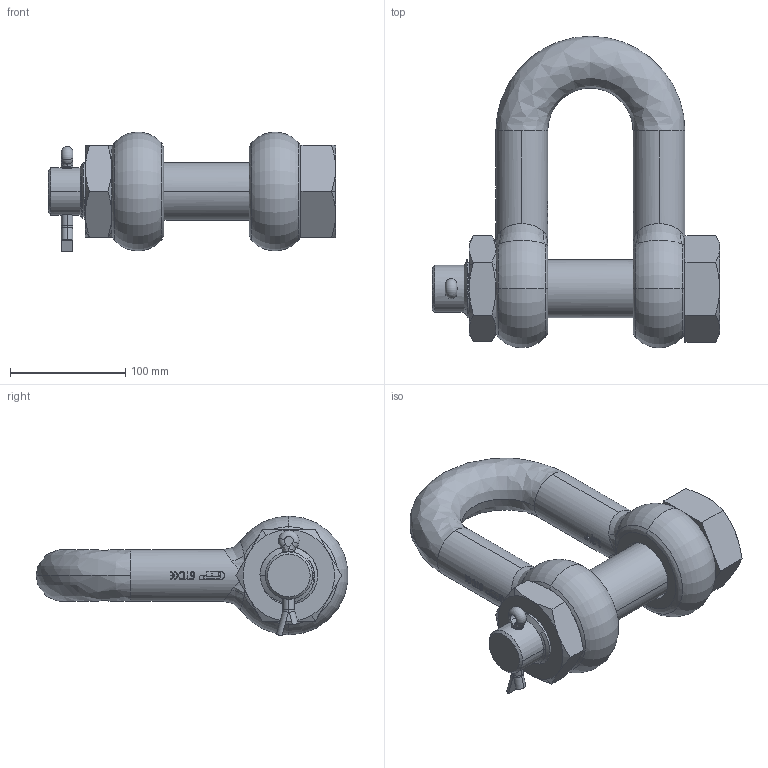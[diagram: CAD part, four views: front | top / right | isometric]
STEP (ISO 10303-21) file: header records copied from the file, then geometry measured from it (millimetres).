
FILE_DESCRIPTION(('STEP AP214'),'1');
FILE_NAME('gpgdmb45.stp','2017-03-31T06:06:34',('TraceParts'),('TraceParts S.A.'),'Spatial InterOp 3D',' ',' ');
FILE_SCHEMA(('automotive_design'));
Length unit declared in the file: millimetre
Products named in the file (4): gpgdmb45_1; gpgdmb45_2; gpgdmb45_3; gpgdmb45_4
Bounding box: 249 x 270.12 x 103.87 mm (x, y, z)
Volume: 1694932.3 mm3; surface area: 186166.4 mm2
Topology: 4 solids, 4 shells, 747 faces, 2027 edges, 1326 vertices
Faces by surface type: plane 309, bspline 300, cylinder 99, cone 28, torus 11
Entity records: 35673 total; most frequent: CARTESIAN_POINT 19008, ORIENTED_EDGE 4038, DIRECTION 2461, EDGE_CURVE 2019, VERTEX_POINT 1326, LINE 973, VECTOR 973, EDGE_LOOP 801
